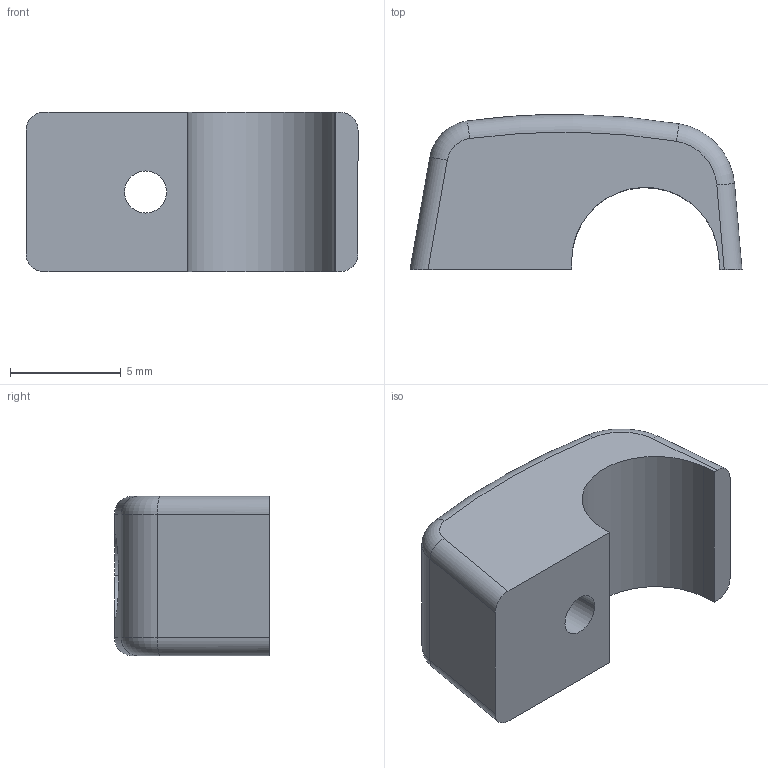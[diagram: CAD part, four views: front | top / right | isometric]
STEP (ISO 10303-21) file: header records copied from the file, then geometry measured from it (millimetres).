
FILE_DESCRIPTION (( 'STEP AP214' ), '1' );
FILE_NAME ('2215071.stp', '2019-08-15T11:25:32', ( '' ), ( '' ), 'SwSTEP 2.0', 'SolidWorks 2018', '' );
FILE_SCHEMA (( 'AUTOMOTIVE_DESIGN' ));
Length unit declared in the file: millimetre
Products named in the file (1): 2215071
Bounding box: 15 x 7 x 7.2 mm (x, y, z)
Volume: 501.4 mm3; surface area: 486.3 mm2
Topology: 1 solids, 1 shells, 28 faces, 66 edges, 40 vertices
Faces by surface type: cylinder 12, plane 8, torus 6, cone 2
Entity records: 892 total; most frequent: CARTESIAN_POINT 203, DIRECTION 146, ORIENTED_EDGE 132, EDGE_CURVE 66, AXIS2_PLACEMENT_3D 57, VERTEX_POINT 40, VECTOR 32, LINE 32
